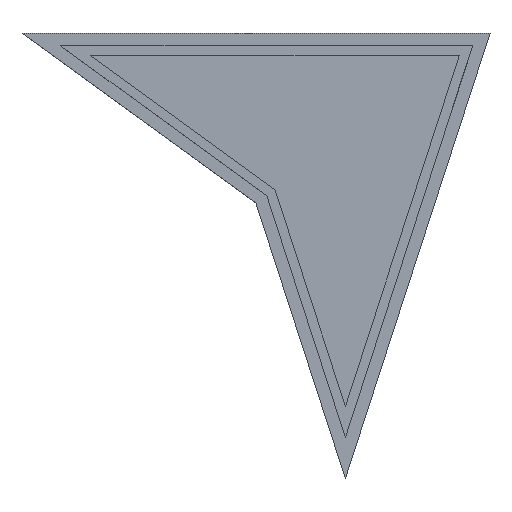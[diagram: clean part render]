
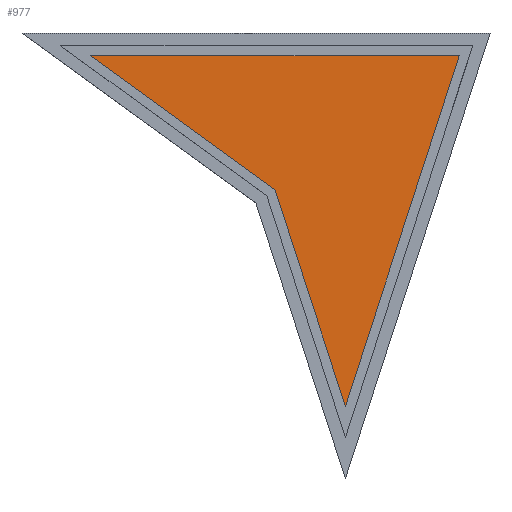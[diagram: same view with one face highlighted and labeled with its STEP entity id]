
A CAD part, top view. The second image highlights one B-rep face of the part: STEP entity #977.
In plain terms, the highlighted planar face has unit normal (0, 0, 1).
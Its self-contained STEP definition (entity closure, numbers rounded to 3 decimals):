
#690 = PLANE('',#691);
#691 = AXIS2_PLACEMENT_3D('',#692,#693,#694);
#692 = CARTESIAN_POINT('',(38.283,-21.605,2.));
#693 = DIRECTION('',(0.951,-0.309,0.));
#694 = DIRECTION('',(-0.309,-0.951,0.));
#716 = PLANE('',#717);
#717 = AXIS2_PLACEMENT_3D('',#718,#719,#720);
#718 = CARTESIAN_POINT('',(26.528,-57.784,2.));
#719 = DIRECTION('',(-0.951,-0.309,0.));
#720 = DIRECTION('',(-0.309,0.951,0.));
#742 = PLANE('',#743);
#743 = AXIS2_PLACEMENT_3D('',#744,#745,#746);
#744 = CARTESIAN_POINT('',(19.263,-35.424,2.));
#745 = DIRECTION('',(-0.588,-0.809,0.));
#746 = DIRECTION('',(-0.809,0.588,0.));
#766 = PLANE('',#767);
#767 = AXIS2_PLACEMENT_3D('',#768,#769,#770);
#768 = CARTESIAN_POINT('',(0.243,-21.605,2.));
#769 = DIRECTION('',(0.,1.,0.));
#770 = DIRECTION('',(1.,0.,0.));
#780 = EDGE_CURVE('',#781,#783,#785,.T.);
#781 = VERTEX_POINT('',#782);
#782 = CARTESIAN_POINT('',(38.283,-21.605,2.));
#783 = VERTEX_POINT('',#784);
#784 = CARTESIAN_POINT('',(26.528,-57.784,2.));
#785 = SURFACE_CURVE('',#786,(#790,#797),.PCURVE_S1.);
#786 = LINE('',#787,#788);
#787 = CARTESIAN_POINT('',(38.283,-21.605,2.));
#788 = VECTOR('',#789,1.);
#789 = DIRECTION('',(-0.309,-0.951,0.));
#790 = PCURVE('',#690,#791);
#791 = DEFINITIONAL_REPRESENTATION('',(#792),#796);
#792 = LINE('',#793,#794);
#793 = CARTESIAN_POINT('',(0.,0.));
#794 = VECTOR('',#795,1.);
#795 = DIRECTION('',(1.,-0.));
#796 = ( GEOMETRIC_REPRESENTATION_CONTEXT(2) 
PARAMETRIC_REPRESENTATION_CONTEXT() REPRESENTATION_CONTEXT('2D SPACE',''
  ) );
#797 = PCURVE('',#798,#803);
#798 = PLANE('',#799);
#799 = AXIS2_PLACEMENT_3D('',#800,#801,#802);
#800 = CARTESIAN_POINT('',(0.243,-21.605,2.));
#801 = DIRECTION('',(0.,0.,1.));
#802 = DIRECTION('',(1.,0.,0.));
#803 = DEFINITIONAL_REPRESENTATION('',(#804),#808);
#804 = LINE('',#805,#806);
#805 = CARTESIAN_POINT('',(38.04,0.));
#806 = VECTOR('',#807,1.);
#807 = DIRECTION('',(-0.309,-0.951));
#808 = ( GEOMETRIC_REPRESENTATION_CONTEXT(2) 
PARAMETRIC_REPRESENTATION_CONTEXT() REPRESENTATION_CONTEXT('2D SPACE',''
  ) );
#856 = EDGE_CURVE('',#857,#781,#859,.T.);
#857 = VERTEX_POINT('',#858);
#858 = CARTESIAN_POINT('',(0.243,-21.605,2.));
#859 = SURFACE_CURVE('',#860,(#864,#871),.PCURVE_S1.);
#860 = LINE('',#861,#862);
#861 = CARTESIAN_POINT('',(0.243,-21.605,2.));
#862 = VECTOR('',#863,1.);
#863 = DIRECTION('',(1.,0.,0.));
#864 = PCURVE('',#766,#865);
#865 = DEFINITIONAL_REPRESENTATION('',(#866),#870);
#866 = LINE('',#867,#868);
#867 = CARTESIAN_POINT('',(0.,0.));
#868 = VECTOR('',#869,1.);
#869 = DIRECTION('',(1.,0.));
#870 = ( GEOMETRIC_REPRESENTATION_CONTEXT(2) 
PARAMETRIC_REPRESENTATION_CONTEXT() REPRESENTATION_CONTEXT('2D SPACE',''
  ) );
#871 = PCURVE('',#798,#872);
#872 = DEFINITIONAL_REPRESENTATION('',(#873),#877);
#873 = LINE('',#874,#875);
#874 = CARTESIAN_POINT('',(0.,0.));
#875 = VECTOR('',#876,1.);
#876 = DIRECTION('',(1.,0.));
#877 = ( GEOMETRIC_REPRESENTATION_CONTEXT(2) 
PARAMETRIC_REPRESENTATION_CONTEXT() REPRESENTATION_CONTEXT('2D SPACE',''
  ) );
#905 = EDGE_CURVE('',#906,#857,#908,.T.);
#906 = VERTEX_POINT('',#907);
#907 = CARTESIAN_POINT('',(19.263,-35.424,2.));
#908 = SURFACE_CURVE('',#909,(#913,#920),.PCURVE_S1.);
#909 = LINE('',#910,#911);
#910 = CARTESIAN_POINT('',(19.263,-35.424,2.));
#911 = VECTOR('',#912,1.);
#912 = DIRECTION('',(-0.809,0.588,0.));
#913 = PCURVE('',#742,#914);
#914 = DEFINITIONAL_REPRESENTATION('',(#915),#919);
#915 = LINE('',#916,#917);
#916 = CARTESIAN_POINT('',(0.,0.));
#917 = VECTOR('',#918,1.);
#918 = DIRECTION('',(1.,0.));
#919 = ( GEOMETRIC_REPRESENTATION_CONTEXT(2) 
PARAMETRIC_REPRESENTATION_CONTEXT() REPRESENTATION_CONTEXT('2D SPACE',''
  ) );
#920 = PCURVE('',#798,#921);
#921 = DEFINITIONAL_REPRESENTATION('',(#922),#926);
#922 = LINE('',#923,#924);
#923 = CARTESIAN_POINT('',(19.02,-13.819));
#924 = VECTOR('',#925,1.);
#925 = DIRECTION('',(-0.809,0.588));
#926 = ( GEOMETRIC_REPRESENTATION_CONTEXT(2) 
PARAMETRIC_REPRESENTATION_CONTEXT() REPRESENTATION_CONTEXT('2D SPACE',''
  ) );
#954 = EDGE_CURVE('',#783,#906,#955,.T.);
#955 = SURFACE_CURVE('',#956,(#960,#967),.PCURVE_S1.);
#956 = LINE('',#957,#958);
#957 = CARTESIAN_POINT('',(26.528,-57.784,2.));
#958 = VECTOR('',#959,1.);
#959 = DIRECTION('',(-0.309,0.951,0.));
#960 = PCURVE('',#716,#961);
#961 = DEFINITIONAL_REPRESENTATION('',(#962),#966);
#962 = LINE('',#963,#964);
#963 = CARTESIAN_POINT('',(0.,0.));
#964 = VECTOR('',#965,1.);
#965 = DIRECTION('',(1.,0.));
#966 = ( GEOMETRIC_REPRESENTATION_CONTEXT(2) 
PARAMETRIC_REPRESENTATION_CONTEXT() REPRESENTATION_CONTEXT('2D SPACE',''
  ) );
#967 = PCURVE('',#798,#968);
#968 = DEFINITIONAL_REPRESENTATION('',(#969),#973);
#969 = LINE('',#970,#971);
#970 = CARTESIAN_POINT('',(26.285,-36.178));
#971 = VECTOR('',#972,1.);
#972 = DIRECTION('',(-0.309,0.951));
#973 = ( GEOMETRIC_REPRESENTATION_CONTEXT(2) 
PARAMETRIC_REPRESENTATION_CONTEXT() REPRESENTATION_CONTEXT('2D SPACE',''
  ) );
#977 = ADVANCED_FACE('',(#978),#798,.T.);
#978 = FACE_BOUND('',#979,.F.);
#979 = EDGE_LOOP('',(#980,#981,#982,#983));
#980 = ORIENTED_EDGE('',*,*,#856,.T.);
#981 = ORIENTED_EDGE('',*,*,#780,.T.);
#982 = ORIENTED_EDGE('',*,*,#954,.T.);
#983 = ORIENTED_EDGE('',*,*,#905,.T.);
